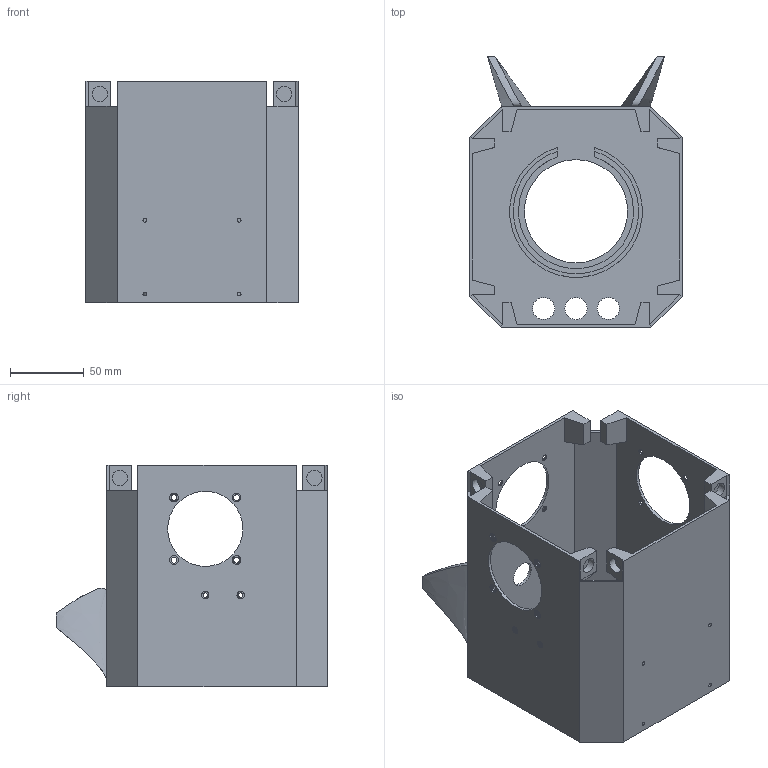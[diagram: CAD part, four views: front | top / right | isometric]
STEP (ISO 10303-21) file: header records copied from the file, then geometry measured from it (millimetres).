
FILE_DESCRIPTION(/* description */ (''),/* implementation_level */ '2;1');
FILE_NAME(/* name */ 'v2.step',/* time_stamp */ '2025-10-19T16:21:31-04:00',/* author */ (''),/* organization */ (''),/* preprocessor_version */ 'ST-DEVELOPER v20.1',/* originating_system */ 'Autodesk Translation Framework v14.17.0.0',/* authorisation */ '');
FILE_SCHEMA (('AUTOMOTIVE_DESIGN { 1 0 10303 214 3 1 1 }'));
Length unit declared in the file: millimetre
Products named in the file (1): 2025-10-14-15-55-04-338
Bounding box: 144 x 184 x 150 mm (x, y, z)
Volume: 243463.4 mm3; surface area: 207106 mm2
Topology: 1 solids, 1 shells, 187 faces, 438 edges, 280 vertices
Faces by surface type: plane 118, cylinder 55, bspline 14
Full cylindrical faces by diameter (mm): 2.5 x4, 3 x4, 4 x12, 5 x4, 6 x12, 10.5 x8, 15 x3, 17 x1, 51 x3, 70 x1
Entity records: 5723 total; most frequent: CARTESIAN_POINT 1340, ORIENTED_EDGE 876, DIRECTION 842, EDGE_CURVE 438, AXIS2_PLACEMENT_3D 284, VERTEX_POINT 280, LINE 274, VECTOR 274
